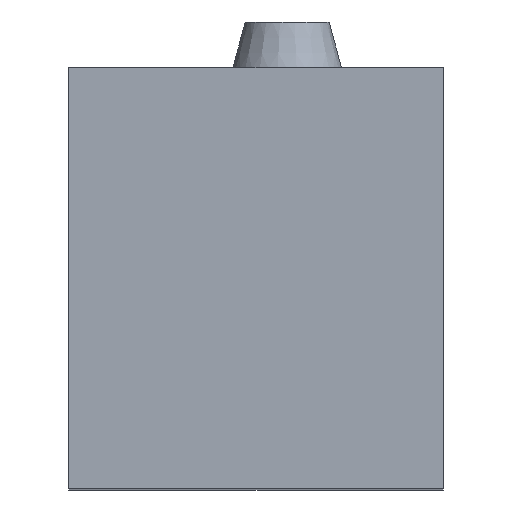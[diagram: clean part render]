
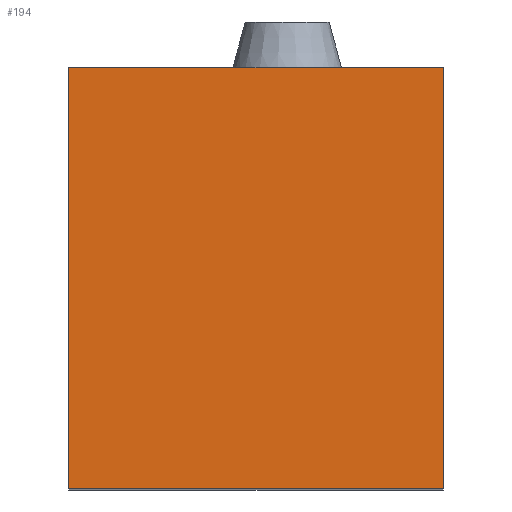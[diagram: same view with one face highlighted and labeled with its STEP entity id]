
A CAD part, top view. The second image highlights one B-rep face of the part: STEP entity #194.
In plain terms, the highlighted planar face has unit normal (0, 0, 1).
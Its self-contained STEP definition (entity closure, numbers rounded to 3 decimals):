
#17=LINE('',#450,#29);
#21=LINE('',#457,#33);
#24=LINE('',#463,#36);
#26=LINE('',#466,#38);
#29=VECTOR('',#257,10.);
#33=VECTOR('',#263,10.);
#36=VECTOR('',#268,10.);
#38=VECTOR('',#272,10.);
#51=PLANE('',#222);
#72=FACE_OUTER_BOUND('',#93,.T.);
#93=EDGE_LOOP('',(#177,#178,#179,#180));
#112=VERTEX_POINT('',#447);
#113=VERTEX_POINT('',#449);
#115=VERTEX_POINT('',#455);
#117=VERTEX_POINT('',#461);
#129=EDGE_CURVE('',#113,#112,#17,.T.);
#133=EDGE_CURVE('',#112,#115,#21,.T.);
#136=EDGE_CURVE('',#115,#117,#24,.T.);
#138=EDGE_CURVE('',#117,#113,#26,.T.);
#177=ORIENTED_EDGE('',*,*,#138,.T.);
#178=ORIENTED_EDGE('',*,*,#129,.T.);
#179=ORIENTED_EDGE('',*,*,#133,.T.);
#180=ORIENTED_EDGE('',*,*,#136,.T.);
#194=ADVANCED_FACE('',(#72),#51,.T.);
#222=AXIS2_PLACEMENT_3D('',#468,#275,#276);
#257=DIRECTION('',(1.,0.,0.));
#263=DIRECTION('',(0.,1.,0.));
#268=DIRECTION('',(-1.,0.,0.));
#272=DIRECTION('',(0.,-1.,0.));
#275=DIRECTION('center_axis',(0.,0.,1.));
#276=DIRECTION('ref_axis',(1.,0.,0.));
#447=CARTESIAN_POINT('',(6.,0.,0.));
#449=CARTESIAN_POINT('',(-6.,0.,0.));
#450=CARTESIAN_POINT('',(-7.75,0.,0.));
#455=CARTESIAN_POINT('',(6.,13.5,0.));
#457=CARTESIAN_POINT('',(6.,0.,0.));
#461=CARTESIAN_POINT('',(-6.,13.5,0.));
#463=CARTESIAN_POINT('',(6.,13.5,0.));
#466=CARTESIAN_POINT('',(-6.,13.5,0.));
#468=CARTESIAN_POINT('Origin',(0.,6.75,0.));
